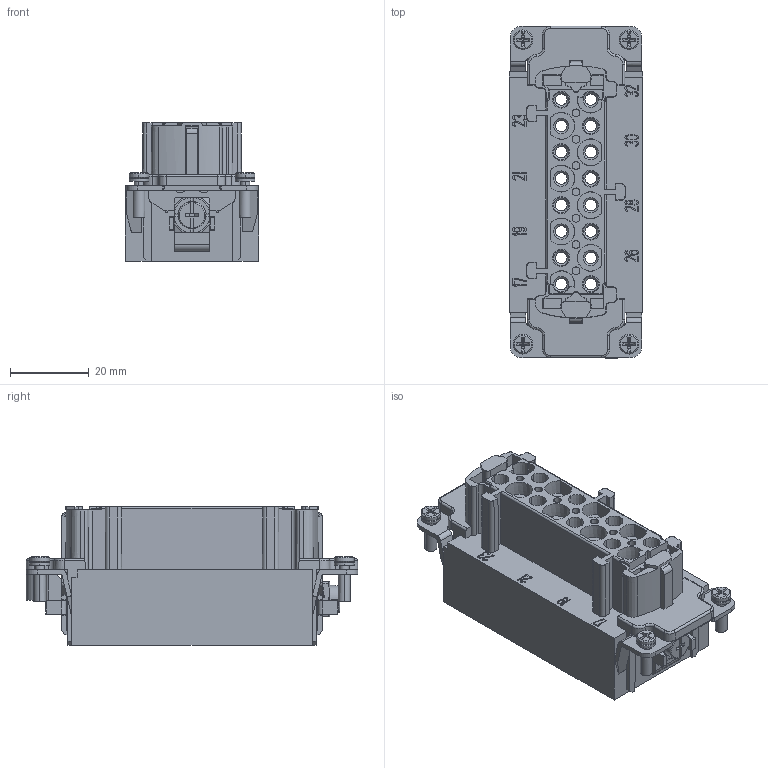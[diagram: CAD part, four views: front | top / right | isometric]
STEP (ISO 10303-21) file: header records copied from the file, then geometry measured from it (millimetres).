
FILE_DESCRIPTION((''),'2;1');
FILE_NAME('HVE-006-FC7-12','2017-08-04T',('tl.yang'),(''),'PRO/ENGINEER BY PARAMETRIC TECHNOLOGY CORPORATION, 2011500','PRO/ENGINEER BY PARAMETRIC TECHNOLOGY CORPORATION, 2011500','');
FILE_SCHEMA(('CONFIG_CONTROL_DESIGN'));
Products named in the file (1): HVE-006-FC7-12
Bounding box: 33.9 x 84.5 x 35.2 mm (x, y, z)
Volume: 50171.3 mm3; surface area: 26462.9 mm2
Topology: 1 solids, 2 shells, 2272 faces, 6495 edges, 4286 vertices
Faces by surface type: plane 1731, cylinder 277, cone 184, bspline 54, torus 26
Entity records: 76466 total; most frequent: CARTESIAN_POINT 16733, ORIENTED_EDGE 12990, DIRECTION 11601, EDGE_CURVE 6495, VECTOR 5167, LINE 5167, VERTEX_POINT 4286, AXIS2_PLACEMENT_3D 3217
